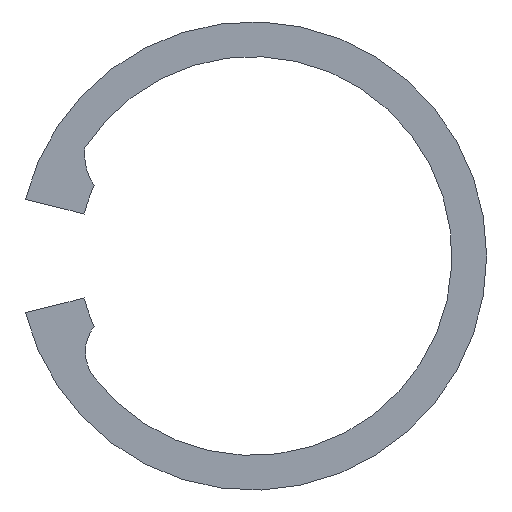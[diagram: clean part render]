
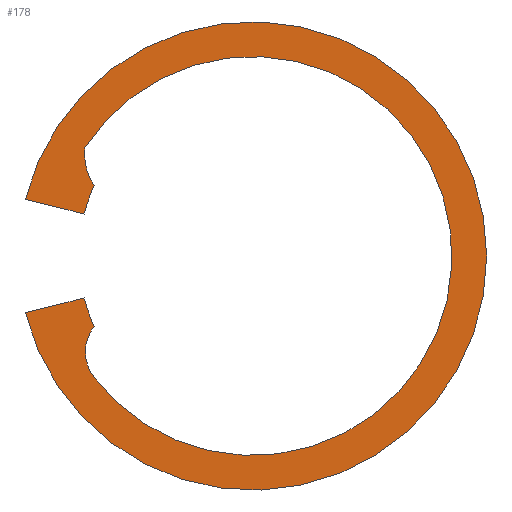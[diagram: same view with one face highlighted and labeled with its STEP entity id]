
A CAD part, front view. The second image highlights one B-rep face of the part: STEP entity #178.
In plain terms, the highlighted planar face has unit normal (0, -1, 0).
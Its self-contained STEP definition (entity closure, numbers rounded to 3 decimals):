
#18=PLANE('',#220);
#28=FACE_OUTER_BOUND('',#38,.T.);
#38=EDGE_LOOP('',(#155,#156,#157,#158,#159,#160,#161,#162));
#41=LINE('',#292,#53);
#47=LINE('',#315,#59);
#53=VECTOR('',#233,10.);
#59=VECTOR('',#257,10.);
#63=CIRCLE('',#200,10.);
#65=CIRCLE('',#204,10.);
#71=CIRCLE('',#213,11.5);
#72=CIRCLE('',#215,13.5);
#73=CIRCLE('',#217,3.243);
#74=CIRCLE('',#219,2.384);
#75=VERTEX_POINT('',#281);
#76=VERTEX_POINT('',#282);
#79=VERTEX_POINT('',#290);
#80=VERTEX_POINT('',#291);
#83=VERTEX_POINT('',#299);
#88=VERTEX_POINT('',#314);
#89=VERTEX_POINT('',#318);
#90=VERTEX_POINT('',#320);
#91=EDGE_CURVE('',#75,#76,#63,.T.);
#95=EDGE_CURVE('',#79,#80,#41,.T.);
#99=EDGE_CURVE('',#80,#83,#65,.T.);
#107=EDGE_CURVE('',#76,#88,#47,.T.);
#110=EDGE_CURVE('',#89,#90,#71,.T.);
#112=EDGE_CURVE('',#88,#79,#72,.T.);
#113=EDGE_CURVE('',#90,#75,#73,.T.);
#114=EDGE_CURVE('',#83,#89,#74,.T.);
#155=ORIENTED_EDGE('',*,*,#114,.F.);
#156=ORIENTED_EDGE('',*,*,#99,.F.);
#157=ORIENTED_EDGE('',*,*,#95,.F.);
#158=ORIENTED_EDGE('',*,*,#112,.F.);
#159=ORIENTED_EDGE('',*,*,#107,.F.);
#160=ORIENTED_EDGE('',*,*,#91,.F.);
#161=ORIENTED_EDGE('',*,*,#113,.F.);
#162=ORIENTED_EDGE('',*,*,#110,.F.);
#178=ADVANCED_FACE('',(#28),#18,.F.);
#200=AXIS2_PLACEMENT_3D('',#283,#225,#226);
#204=AXIS2_PLACEMENT_3D('',#300,#239,#240);
#213=AXIS2_PLACEMENT_3D('',#321,#262,#263);
#215=AXIS2_PLACEMENT_3D('',#324,#267,#268);
#217=AXIS2_PLACEMENT_3D('',#326,#271,#272);
#219=AXIS2_PLACEMENT_3D('',#328,#275,#276);
#220=AXIS2_PLACEMENT_3D('',#329,#277,#278);
#225=DIRECTION('center_axis',(0.,-1.,0.));
#226=DIRECTION('ref_axis',(0.97,0.,-0.242));
#233=DIRECTION('',(0.97,0.,0.242));
#239=DIRECTION('center_axis',(0.,-1.,0.));
#240=DIRECTION('ref_axis',(0.914,0.,0.407));
#257=DIRECTION('',(-0.97,0.,0.242));
#262=DIRECTION('center_axis',(0.,-1.,0.));
#263=DIRECTION('ref_axis',(1.,0.,0.));
#267=DIRECTION('center_axis',(0.,1.,0.));
#268=DIRECTION('ref_axis',(-1.,0.,0.));
#271=DIRECTION('center_axis',(0.,-1.,0.));
#272=DIRECTION('ref_axis',(0.832,0.,0.555));
#275=DIRECTION('center_axis',(0.,-1.,0.));
#276=DIRECTION('ref_axis',(0.795,0.,0.606));
#277=DIRECTION('center_axis',(0.,1.,0.));
#278=DIRECTION('ref_axis',(0.,0.,1.));
#281=CARTESIAN_POINT('',(-9.135,0.,4.067));
#282=CARTESIAN_POINT('',(-9.703,0.,2.419));
#283=CARTESIAN_POINT('Origin',(0.,0.,0.));
#290=CARTESIAN_POINT('',(-13.099,0.,-3.266));
#291=CARTESIAN_POINT('',(-9.703,0.,-2.419));
#292=CARTESIAN_POINT('',(-13.099,0.,-3.266));
#299=CARTESIAN_POINT('',(-9.135,0.,-4.067));
#300=CARTESIAN_POINT('Origin',(0.,0.,0.));
#314=CARTESIAN_POINT('',(-13.099,0.,3.266));
#315=CARTESIAN_POINT('',(0.,0.,0.));
#318=CARTESIAN_POINT('',(-9.146,0.,-6.971));
#320=CARTESIAN_POINT('',(-9.659,0.,6.241));
#321=CARTESIAN_POINT('Origin',(0.,0.,0.));
#324=CARTESIAN_POINT('Origin',(0.,0.,0.));
#326=CARTESIAN_POINT('Origin',(-6.438,0.,5.867));
#328=CARTESIAN_POINT('Origin',(-7.251,0.,-5.526));
#329=CARTESIAN_POINT('Origin',(-9.696,0.,-5.338));
